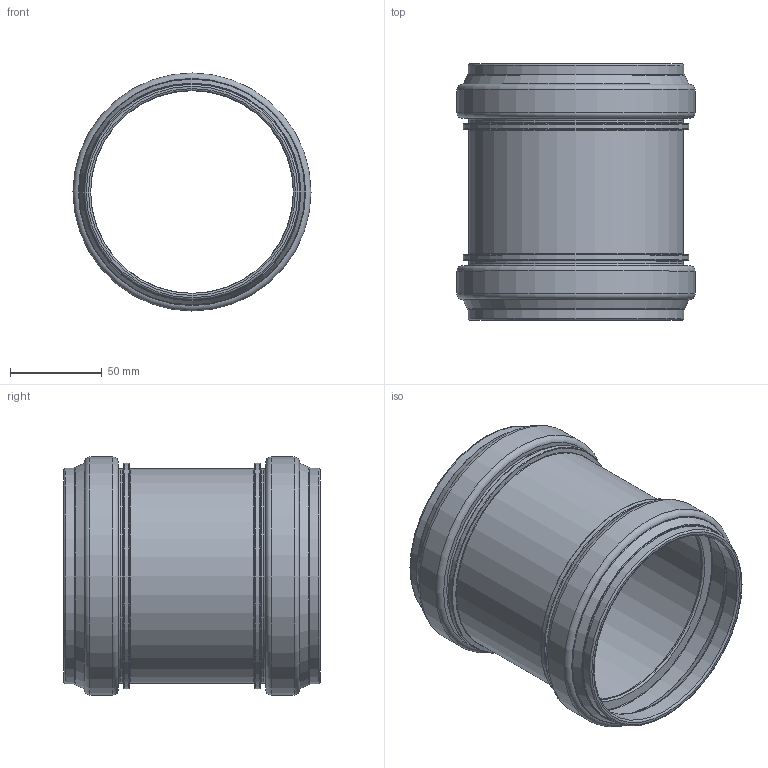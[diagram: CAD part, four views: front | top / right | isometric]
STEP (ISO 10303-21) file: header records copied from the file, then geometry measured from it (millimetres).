
FILE_DESCRIPTION(/* description */ (''),/* implementation_level */ '2;1');
FILE_NAME(/* name */ '778300 KG2000U Überschiebmuffe DN_OD 110.stp',/* time_stamp */ '2017-01-30T11:32:55+01:00',/* author */ ('user1'),/* organization */ (''),/* preprocessor_version */ 'ST-DEVELOPER v16.1',/* originating_system */ 'Autodesk Inventor 2016',/* authorisation */ '');
FILE_SCHEMA (('CONFIG_CONTROL_DESIGN','AUTOMOTIVE_DESIGN { 1 0 10303 214 3 1 1 }'));
Length unit declared in the file: millimetre
Products named in the file (1): 778300 KG2000U Überschiebmuffe DN_OD 110
Bounding box: 130 x 140 x 130 mm (x, y, z)
Volume: 201057.1 mm3; surface area: 121370.9 mm2
Topology: 1 solids, 1 shells, 76 faces, 142 edges, 76 vertices
Faces by surface type: torus 36, cylinder 16, cone 14, plane 10
Full cylindrical faces by diameter (mm): 110.6 x1, 110.9 x4, 117.2 x3, 117.5 x2, 123.2 x2, 123.4 x2, 130 x2
Entity records: 1552 total; most frequent: DIRECTION 306, CARTESIAN_POINT 229, AXIS2_PLACEMENT_3D 153, EDGE_LOOP 152, ORIENTED_EDGE 152, FACE_BOUND 76, FACE_OUTER_BOUND 76, CIRCLE 76
